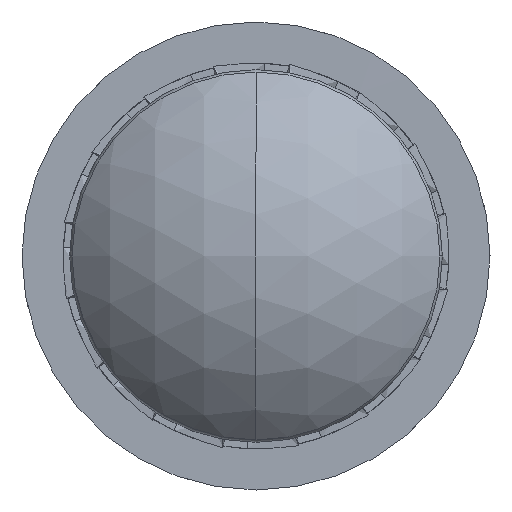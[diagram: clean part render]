
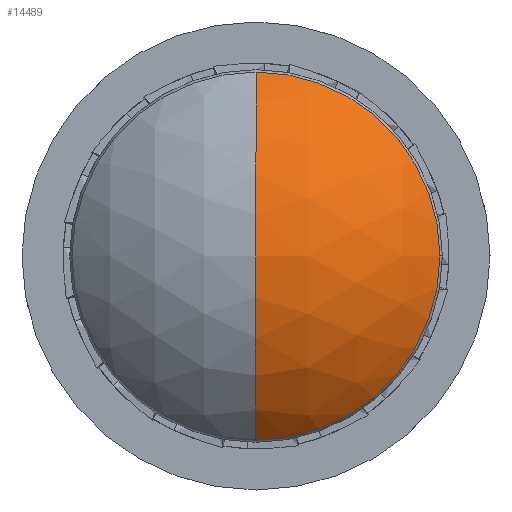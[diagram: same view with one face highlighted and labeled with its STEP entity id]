
A CAD part, front view. The second image highlights one B-rep face of the part: STEP entity #14489.
In plain terms, the highlighted spherical face has radius 5.715 mm.
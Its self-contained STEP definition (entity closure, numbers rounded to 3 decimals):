
#357 = CARTESIAN_POINT ( 'NONE',  ( 0., 0., 0. ) ) ;
#472 = DIRECTION ( 'NONE',  ( 0., 0., -1. ) ) ;
#702 = AXIS2_PLACEMENT_3D ( 'NONE', #5320, #14136, #6590 ) ;
#1522 = FACE_OUTER_BOUND ( 'NONE', #14427, .T. ) ;
#2307 = CARTESIAN_POINT ( 'NONE',  ( -5.715, 0., 0. ) ) ;
#2732 = CIRCLE ( 'NONE', #5956, 4.312 ) ;
#3314 = DIRECTION ( 'NONE',  ( 1., 0., 0. ) ) ;
#3416 = DIRECTION ( 'NONE',  ( 1., 0., 0. ) ) ;
#4561 = AXIS2_PLACEMENT_3D ( 'NONE', #357, #15384, #9940 ) ;
#5057 = CIRCLE ( 'NONE', #13224, 5.715 ) ;
#5168 = ORIENTED_EDGE ( 'NONE', *, *, #7271, .F. ) ;
#5320 = CARTESIAN_POINT ( 'NONE',  ( 0., 0., 0. ) ) ;
#5457 = VERTEX_POINT ( 'NONE', #8714 ) ;
#5956 = AXIS2_PLACEMENT_3D ( 'NONE', #10956, #3416, #12249 ) ;
#6001 = ORIENTED_EDGE ( 'NONE', *, *, #14953, .F. ) ;
#6331 = EDGE_CURVE ( 'NONE', #12581, #5457, #14145, .T. ) ;
#6590 = DIRECTION ( 'NONE',  ( 0., -1., 0. ) ) ;
#6649 = CARTESIAN_POINT ( 'NONE',  ( -3.75, 0., 4.312 ) ) ;
#7184 = CIRCLE ( 'NONE', #14376, 4.312 ) ;
#7271 = EDGE_CURVE ( 'NONE', #11060, #15345, #2732, .T. ) ;
#8012 = CARTESIAN_POINT ( 'NONE',  ( 0., 0., 0. ) ) ;
#8714 = CARTESIAN_POINT ( 'NONE',  ( -3.75, -4.312, 0. ) ) ;
#9279 = DIRECTION ( 'NONE',  ( -1., 0., 0. ) ) ;
#9940 = DIRECTION ( 'NONE',  ( 0., 1., 0. ) ) ;
#10840 = CARTESIAN_POINT ( 'NONE',  ( -3.75, 0., 0. ) ) ;
#10956 = CARTESIAN_POINT ( 'NONE',  ( -3.75, 0., 0. ) ) ;
#11060 = VERTEX_POINT ( 'NONE', #13332 ) ;
#11147 = SPHERICAL_SURFACE ( 'NONE', #4561, 5.715 ) ;
#11272 = ORIENTED_EDGE ( 'NONE', *, *, #6331, .T. ) ;
#12122 = DIRECTION ( 'NONE',  ( 0., 0., -1. ) ) ;
#12249 = DIRECTION ( 'NONE',  ( 0., 0., -1. ) ) ;
#12581 = VERTEX_POINT ( 'NONE', #2307 ) ;
#13224 = AXIS2_PLACEMENT_3D ( 'NONE', #8012, #472, #9279 ) ;
#13316 = ORIENTED_EDGE ( 'NONE', *, *, #15407, .F. ) ;
#13332 = CARTESIAN_POINT ( 'NONE',  ( -3.75, 4.312, 0. ) ) ;
#14136 = DIRECTION ( 'NONE',  ( 0., 0., 1. ) ) ;
#14145 = CIRCLE ( 'NONE', #702, 5.715 ) ;
#14376 = AXIS2_PLACEMENT_3D ( 'NONE', #10840, #3314, #12122 ) ;
#14427 = EDGE_LOOP ( 'NONE', ( #13316, #11272, #6001, #5168 ) ) ;
#14489 = ADVANCED_FACE ( 'NONE', ( #1522 ), #11147, .T. ) ;
#14953 = EDGE_CURVE ( 'NONE', #15345, #5457, #7184, .T. ) ;
#15345 = VERTEX_POINT ( 'NONE', #6649 ) ;
#15384 = DIRECTION ( 'NONE',  ( 0., 0., 1. ) ) ;
#15407 = EDGE_CURVE ( 'NONE', #12581, #11060, #5057, .T. ) ;
